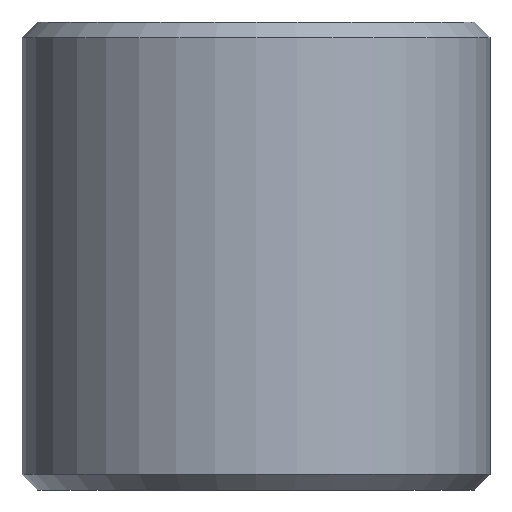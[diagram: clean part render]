
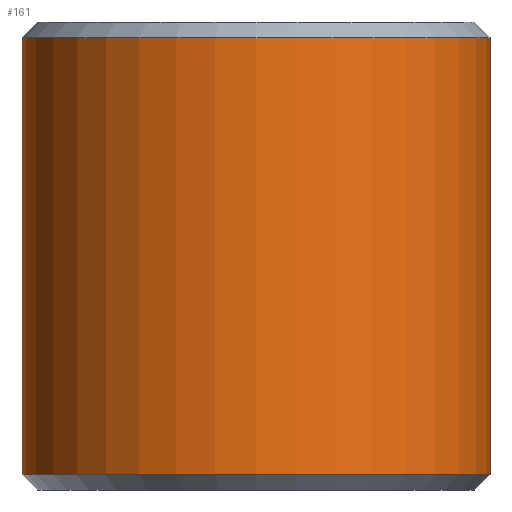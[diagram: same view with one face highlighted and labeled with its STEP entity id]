
A CAD part, front view. The second image highlights one B-rep face of the part: STEP entity #161.
In plain terms, the highlighted cylindrical face has radius 30 mm (diameter 60 mm), a full revolution.
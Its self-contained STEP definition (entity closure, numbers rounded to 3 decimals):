
#161=ADVANCED_FACE('',(#227,#228),#229,.T.);
#227=FACE_OUTER_BOUND('',#267,.T.);
#228=FACE_OUTER_BOUND('',#268,.T.);
#229=CYLINDRICAL_SURFACE('',#269,30.0);
#267=EDGE_LOOP('',(#309));
#268=EDGE_LOOP('',(#310));
#269=AXIS2_PLACEMENT_3D('',#311,#312,#313);
#309=ORIENTED_EDGE('',*,*,#334,.T.);
#310=ORIENTED_EDGE('',*,*,#338,.T.);
#311=CARTESIAN_POINT('',(0.0,0.0,-30.0));
#312=DIRECTION('',(0.0,0.0,1.0));
#313=DIRECTION('',(1.0,0.0,0.0));
#334=EDGE_CURVE('',#351,#351,#352,.F.);
#338=EDGE_CURVE('',#358,#358,#359,.T.);
#351=VERTEX_POINT('',#376);
#352=CIRCLE('',#377,30.0);
#358=VERTEX_POINT('',#383);
#359=CIRCLE('',#384,30.0);
#376=CARTESIAN_POINT('',(30.0,0.,28.0));
#377=AXIS2_PLACEMENT_3D('',#400,#401,#402);
#383=CARTESIAN_POINT('',(30.0,0.0,-28.0));
#384=AXIS2_PLACEMENT_3D('',#409,#410,#411);
#400=CARTESIAN_POINT('',(0.0,0.0,28.0));
#401=DIRECTION('',(0.0,0.0,1.0));
#402=DIRECTION('',(1.0,0.0,0.0));
#409=CARTESIAN_POINT('',(0.0,0.0,-28.0));
#410=DIRECTION('',(0.0,0.0,1.0));
#411=DIRECTION('',(1.0,0.0,0.0));
